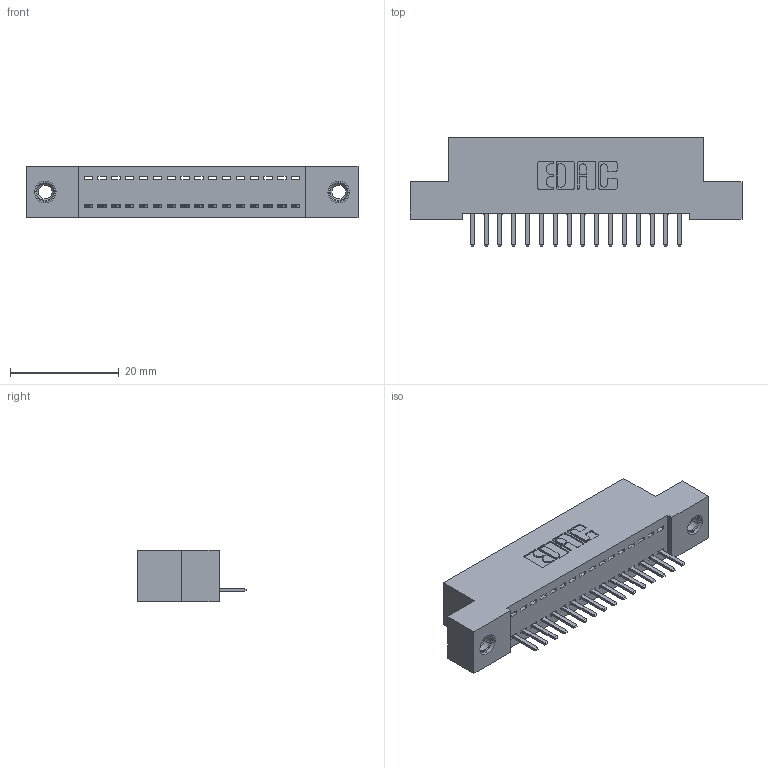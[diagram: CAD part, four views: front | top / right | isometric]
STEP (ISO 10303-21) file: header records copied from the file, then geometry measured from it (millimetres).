
FILE_DESCRIPTION (( 'STEP AP203' ), '1' );
FILE_NAME ('342-016-520-107.STEP', '2018-08-10T19:20:15', ( '' ), ( '' ), 'SwSTEP 2.0', 'SolidWorks 2016', '' );
FILE_SCHEMA (( 'CONFIG_CONTROL_DESIGN' ));
Length unit declared in the file: inch
Products named in the file (4): 342 Part_TI; 345-292-001_345-293-120; 345-250-001_345-250-005-103; 342-016-520-107
Assembly tree (19 placements, depth 2):
  342-016-520-107
    342 Part_TI
    345-292-001_345-293-120  x16
    345-250-001_345-250-005-103  x2
Bounding box: 60.96 x 20.02 x 9.4 mm (x, y, z)
Volume: 5190.5 mm3; surface area: 7021.6 mm2
Topology: 19 solids, 19 shells, 1162 faces, 3379 edges, 2202 vertices
Faces by surface type: plane 802, cylinder 344, cone 12, torus 4
Entity records: 14312 total; most frequent: CARTESIAN_POINT 2465, ORIENTED_EDGE 2398, DIRECTION 2153, EDGE_CURVE 1199, VECTOR 1047, LINE 1047, VERTEX_POINT 792, AXIS2_PLACEMENT_3D 553
